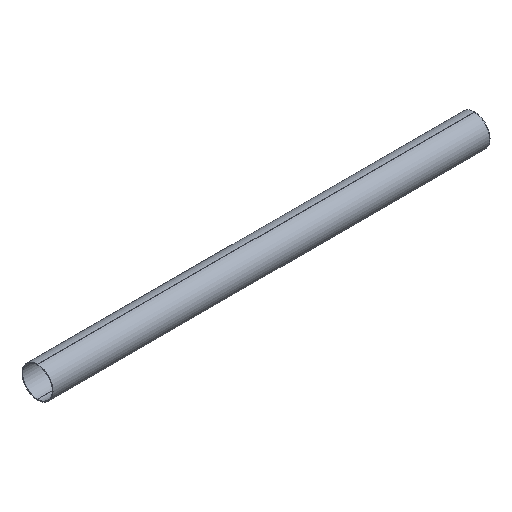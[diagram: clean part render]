
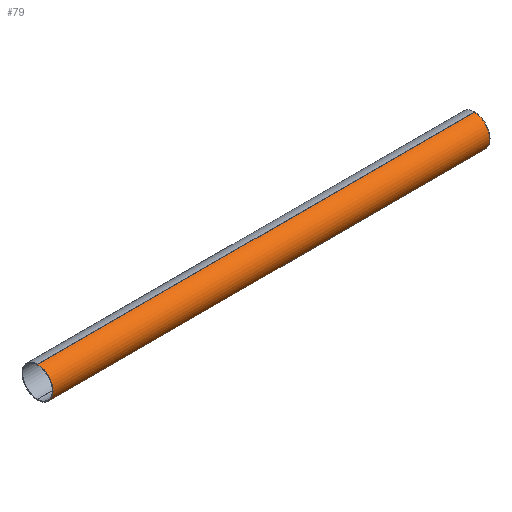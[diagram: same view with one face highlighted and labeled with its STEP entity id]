
A CAD part, isometric view. The second image highlights one B-rep face of the part: STEP entity #79.
In plain terms, the highlighted cylindrical face has radius 177.5 mm (diameter 355 mm), a partial arc.
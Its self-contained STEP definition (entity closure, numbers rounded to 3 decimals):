
#61 = VERTEX_POINT( '', #131 );
#73 = VERTEX_POINT( '', #144 );
#79 = ADVANCED_FACE( '', ( #151 ), #152, .T. );
#83 = VERTEX_POINT( '', #158 );
#85 = EDGE_CURVE( '', #101, #61, #160, .T. );
#93 = EDGE_CURVE( '', #83, #101, #171, .T. );
#99 = EDGE_CURVE( '', #73, #83, #177, .T. );
#101 = VERTEX_POINT( '', #179 );
#103 = EDGE_CURVE( '', #61, #73, #181, .T. );
#131 = CARTESIAN_POINT( '', ( 0., 0., -177.5 ) );
#144 = CARTESIAN_POINT( '', ( 5000., 0., -177.5 ) );
#151 = FACE_OUTER_BOUND( '', #224, .T. );
#152 = CYLINDRICAL_SURFACE( '', #225, 177.5 );
#158 = CARTESIAN_POINT( '', ( 5000., 0., 177.5 ) );
#160 = CIRCLE( '', #234, 177.5 );
#171 = LINE( '', #247, #248 );
#177 = CIRCLE( '', #258, 177.5 );
#179 = CARTESIAN_POINT( '', ( 0., 0., 177.5 ) );
#181 = LINE( '', #263, #264 );
#224 = EDGE_LOOP( '', ( #297, #298, #299, #300 ) );
#225 = AXIS2_PLACEMENT_3D( '', #301, #302, #303 );
#234 = AXIS2_PLACEMENT_3D( '', #312, #313, #314 );
#247 = CARTESIAN_POINT( '', ( 0., 0., 177.5 ) );
#248 = VECTOR( '', #334, 1. );
#258 = AXIS2_PLACEMENT_3D( '', #339, #340, #341 );
#263 = CARTESIAN_POINT( '', ( 0., 0., -177.5 ) );
#264 = VECTOR( '', #342, 1. );
#297 = ORIENTED_EDGE( '', *, *, #103, .T. );
#298 = ORIENTED_EDGE( '', *, *, #99, .T. );
#299 = ORIENTED_EDGE( '', *, *, #93, .T. );
#300 = ORIENTED_EDGE( '', *, *, #85, .T. );
#301 = CARTESIAN_POINT( '', ( 0., 0., 0. ) );
#302 = DIRECTION( '', ( -1., 0., 0. ) );
#303 = DIRECTION( '', ( 0., 0., -1. ) );
#312 = CARTESIAN_POINT( '', ( 0., 0., 0. ) );
#313 = DIRECTION( '', ( 1., 0., 0. ) );
#314 = DIRECTION( '', ( 0., 0., -1. ) );
#334 = DIRECTION( '', ( -1., 0., 0. ) );
#339 = CARTESIAN_POINT( '', ( 5000., 0., 0. ) );
#340 = DIRECTION( '', ( -1., 0., 0. ) );
#341 = DIRECTION( '', ( 0., 0., -1. ) );
#342 = DIRECTION( '', ( 1., 0., 0. ) );
